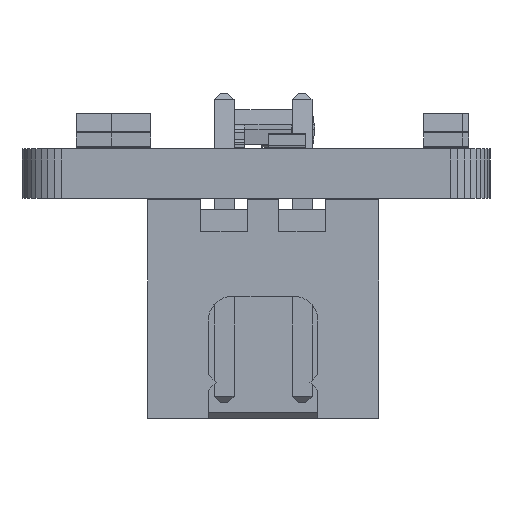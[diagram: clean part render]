
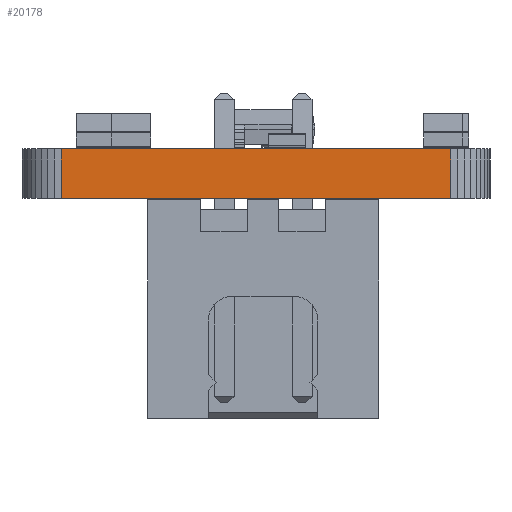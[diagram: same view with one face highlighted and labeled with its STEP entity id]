
A CAD part, left-side view. The second image highlights one B-rep face of the part: STEP entity #20178.
In plain terms, the highlighted planar face has unit normal (-1, 0, 0).
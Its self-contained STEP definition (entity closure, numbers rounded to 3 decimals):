
#17146 = PLANE('',#17147);
#17147 = AXIS2_PLACEMENT_3D('',#17148,#17149,#17150);
#17148 = CARTESIAN_POINT('',(135.,-97.5,1.58));
#17149 = DIRECTION('',(-0.,-0.,-1.));
#17150 = DIRECTION('',(-1.,0.,0.));
#17200 = PLANE('',#17201);
#17201 = AXIS2_PLACEMENT_3D('',#17202,#17203,#17204);
#17202 = CARTESIAN_POINT('',(135.,-97.5,0.));
#17203 = DIRECTION('',(-0.,-0.,-1.));
#17204 = DIRECTION('',(-1.,0.,0.));
#18065 = VERTEX_POINT('',#18066);
#18066 = CARTESIAN_POINT('',(50.004,-103.746,0.));
#18080 = PLANE('',#18081);
#18081 = AXIS2_PLACEMENT_3D('',#18082,#18083,#18084);
#18082 = CARTESIAN_POINT('',(50.023,-103.963,0.));
#18083 = DIRECTION('',(-0.996,-0.087,0.));
#18084 = DIRECTION('',(-0.087,0.996,0.));
#18092 = EDGE_CURVE('',#18065,#18093,#18095,.T.);
#18093 = VERTEX_POINT('',#18094);
#18094 = CARTESIAN_POINT('',(50.004,-91.254,0.));
#18095 = SURFACE_CURVE('',#18096,(#18100,#18107),.PCURVE_S1.);
#18096 = LINE('',#18097,#18098);
#18097 = CARTESIAN_POINT('',(50.004,-103.746,0.));
#18098 = VECTOR('',#18099,1.);
#18099 = DIRECTION('',(0.,1.,0.));
#18100 = PCURVE('',#17200,#18101);
#18101 = DEFINITIONAL_REPRESENTATION('',(#18102),#18106);
#18102 = LINE('',#18103,#18104);
#18103 = CARTESIAN_POINT('',(84.996,-6.246));
#18104 = VECTOR('',#18105,1.);
#18105 = DIRECTION('',(0.,1.));
#18106 = ( GEOMETRIC_REPRESENTATION_CONTEXT(2) 
PARAMETRIC_REPRESENTATION_CONTEXT() REPRESENTATION_CONTEXT('2D SPACE',''
  ) );
#18107 = PCURVE('',#18108,#18113);
#18108 = PLANE('',#18109);
#18109 = AXIS2_PLACEMENT_3D('',#18110,#18111,#18112);
#18110 = CARTESIAN_POINT('',(50.004,-103.746,0.));
#18111 = DIRECTION('',(-1.,0.,0.));
#18112 = DIRECTION('',(0.,1.,0.));
#18113 = DEFINITIONAL_REPRESENTATION('',(#18114),#18118);
#18114 = LINE('',#18115,#18116);
#18115 = CARTESIAN_POINT('',(0.,0.));
#18116 = VECTOR('',#18117,1.);
#18117 = DIRECTION('',(1.,0.));
#18118 = ( GEOMETRIC_REPRESENTATION_CONTEXT(2) 
PARAMETRIC_REPRESENTATION_CONTEXT() REPRESENTATION_CONTEXT('2D SPACE',''
  ) );
#18136 = PLANE('',#18137);
#18137 = AXIS2_PLACEMENT_3D('',#18138,#18139,#18140);
#18138 = CARTESIAN_POINT('',(50.004,-91.254,0.));
#18139 = DIRECTION('',(-0.996,0.087,0.));
#18140 = DIRECTION('',(0.087,0.996,0.));
#19185 = VERTEX_POINT('',#19186);
#19186 = CARTESIAN_POINT('',(50.004,-103.746,1.58));
#19207 = EDGE_CURVE('',#19185,#19208,#19210,.T.);
#19208 = VERTEX_POINT('',#19209);
#19209 = CARTESIAN_POINT('',(50.004,-91.254,1.58));
#19210 = SURFACE_CURVE('',#19211,(#19215,#19222),.PCURVE_S1.);
#19211 = LINE('',#19212,#19213);
#19212 = CARTESIAN_POINT('',(50.004,-103.746,1.58));
#19213 = VECTOR('',#19214,1.);
#19214 = DIRECTION('',(0.,1.,0.));
#19215 = PCURVE('',#17146,#19216);
#19216 = DEFINITIONAL_REPRESENTATION('',(#19217),#19221);
#19217 = LINE('',#19218,#19219);
#19218 = CARTESIAN_POINT('',(84.996,-6.246));
#19219 = VECTOR('',#19220,1.);
#19220 = DIRECTION('',(0.,1.));
#19221 = ( GEOMETRIC_REPRESENTATION_CONTEXT(2) 
PARAMETRIC_REPRESENTATION_CONTEXT() REPRESENTATION_CONTEXT('2D SPACE',''
  ) );
#19222 = PCURVE('',#18108,#19223);
#19223 = DEFINITIONAL_REPRESENTATION('',(#19224),#19228);
#19224 = LINE('',#19225,#19226);
#19225 = CARTESIAN_POINT('',(0.,-1.58));
#19226 = VECTOR('',#19227,1.);
#19227 = DIRECTION('',(1.,0.));
#19228 = ( GEOMETRIC_REPRESENTATION_CONTEXT(2) 
PARAMETRIC_REPRESENTATION_CONTEXT() REPRESENTATION_CONTEXT('2D SPACE',''
  ) );
#20128 = EDGE_CURVE('',#18093,#19208,#20129,.T.);
#20129 = SURFACE_CURVE('',#20130,(#20134,#20141),.PCURVE_S1.);
#20130 = LINE('',#20131,#20132);
#20131 = CARTESIAN_POINT('',(50.004,-91.254,0.));
#20132 = VECTOR('',#20133,1.);
#20133 = DIRECTION('',(0.,0.,1.));
#20134 = PCURVE('',#18136,#20135);
#20135 = DEFINITIONAL_REPRESENTATION('',(#20136),#20140);
#20136 = LINE('',#20137,#20138);
#20137 = CARTESIAN_POINT('',(0.,0.));
#20138 = VECTOR('',#20139,1.);
#20139 = DIRECTION('',(0.,-1.));
#20140 = ( GEOMETRIC_REPRESENTATION_CONTEXT(2) 
PARAMETRIC_REPRESENTATION_CONTEXT() REPRESENTATION_CONTEXT('2D SPACE',''
  ) );
#20141 = PCURVE('',#18108,#20142);
#20142 = DEFINITIONAL_REPRESENTATION('',(#20143),#20147);
#20143 = LINE('',#20144,#20145);
#20144 = CARTESIAN_POINT('',(12.492,0.));
#20145 = VECTOR('',#20146,1.);
#20146 = DIRECTION('',(0.,-1.));
#20147 = ( GEOMETRIC_REPRESENTATION_CONTEXT(2) 
PARAMETRIC_REPRESENTATION_CONTEXT() REPRESENTATION_CONTEXT('2D SPACE',''
  ) );
#20178 = ADVANCED_FACE('',(#20179),#18108,.T.);
#20179 = FACE_BOUND('',#20180,.T.);
#20180 = EDGE_LOOP('',(#20181,#20202,#20203,#20204));
#20181 = ORIENTED_EDGE('',*,*,#20182,.T.);
#20182 = EDGE_CURVE('',#18065,#19185,#20183,.T.);
#20183 = SURFACE_CURVE('',#20184,(#20188,#20195),.PCURVE_S1.);
#20184 = LINE('',#20185,#20186);
#20185 = CARTESIAN_POINT('',(50.004,-103.746,0.));
#20186 = VECTOR('',#20187,1.);
#20187 = DIRECTION('',(0.,0.,1.));
#20188 = PCURVE('',#18108,#20189);
#20189 = DEFINITIONAL_REPRESENTATION('',(#20190),#20194);
#20190 = LINE('',#20191,#20192);
#20191 = CARTESIAN_POINT('',(0.,0.));
#20192 = VECTOR('',#20193,1.);
#20193 = DIRECTION('',(0.,-1.));
#20194 = ( GEOMETRIC_REPRESENTATION_CONTEXT(2) 
PARAMETRIC_REPRESENTATION_CONTEXT() REPRESENTATION_CONTEXT('2D SPACE',''
  ) );
#20195 = PCURVE('',#18080,#20196);
#20196 = DEFINITIONAL_REPRESENTATION('',(#20197),#20201);
#20197 = LINE('',#20198,#20199);
#20198 = CARTESIAN_POINT('',(0.218,0.));
#20199 = VECTOR('',#20200,1.);
#20200 = DIRECTION('',(0.,-1.));
#20201 = ( GEOMETRIC_REPRESENTATION_CONTEXT(2) 
PARAMETRIC_REPRESENTATION_CONTEXT() REPRESENTATION_CONTEXT('2D SPACE',''
  ) );
#20202 = ORIENTED_EDGE('',*,*,#19207,.T.);
#20203 = ORIENTED_EDGE('',*,*,#20128,.F.);
#20204 = ORIENTED_EDGE('',*,*,#18092,.F.);
